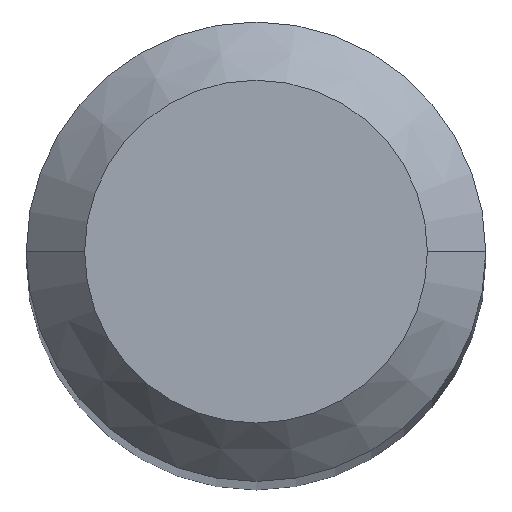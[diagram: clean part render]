
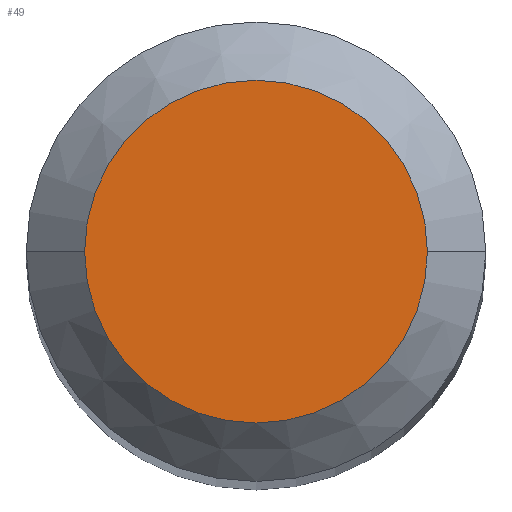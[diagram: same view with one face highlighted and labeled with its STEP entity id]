
A CAD part, top view. The second image highlights one B-rep face of the part: STEP entity #49.
In plain terms, the highlighted planar face has unit normal (0, 0, 1).
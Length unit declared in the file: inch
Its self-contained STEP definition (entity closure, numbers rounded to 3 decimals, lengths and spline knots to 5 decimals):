
#4 = AXIS2_PLACEMENT_3D ( 'NONE', #316, #196, #266 ) ;
#6 = CARTESIAN_POINT ( 'NONE',  ( 0.04405, 0., 1.49606 ) ) ;
#20 = EDGE_LOOP ( 'NONE', ( #88, #258 ) ) ;
#49 = ADVANCED_FACE ( 'NONE', ( #74 ), #220, .T. ) ;
#57 = CARTESIAN_POINT ( 'NONE',  ( 0., 0., 1.49606 ) ) ;
#74 = FACE_OUTER_BOUND ( 'NONE', #20, .T. ) ;
#88 = ORIENTED_EDGE ( 'NONE', *, *, #314, .T. ) ;
#106 = AXIS2_PLACEMENT_3D ( 'NONE', #57, #134, #161 ) ;
#110 = CARTESIAN_POINT ( 'NONE',  ( -0.04405, 0., 1.49606 ) ) ;
#129 = CIRCLE ( 'NONE', #168, 0.04405 ) ;
#134 = DIRECTION ( 'NONE',  ( 0., 0., 1. ) ) ;
#141 = EDGE_CURVE ( 'NONE', #257, #279, #253, .T. ) ;
#161 = DIRECTION ( 'NONE',  ( 1., 0., 0. ) ) ;
#168 = AXIS2_PLACEMENT_3D ( 'NONE', #224, #312, #319 ) ;
#196 = DIRECTION ( 'NONE',  ( 0., 0., 1. ) ) ;
#220 = PLANE ( 'NONE',  #4 ) ;
#224 = CARTESIAN_POINT ( 'NONE',  ( 0., 0., 1.49606 ) ) ;
#253 = CIRCLE ( 'NONE', #106, 0.04405 ) ;
#257 = VERTEX_POINT ( 'NONE', #6 ) ;
#258 = ORIENTED_EDGE ( 'NONE', *, *, #141, .T. ) ;
#266 = DIRECTION ( 'NONE',  ( 1., 0., 0. ) ) ;
#279 = VERTEX_POINT ( 'NONE', #110 ) ;
#312 = DIRECTION ( 'NONE',  ( 0., 0., 1. ) ) ;
#314 = EDGE_CURVE ( 'NONE', #279, #257, #129, .T. ) ;
#316 = CARTESIAN_POINT ( 'NONE',  ( 0., 0., 1.49606 ) ) ;
#319 = DIRECTION ( 'NONE',  ( 1., 0., 0. ) ) ;
